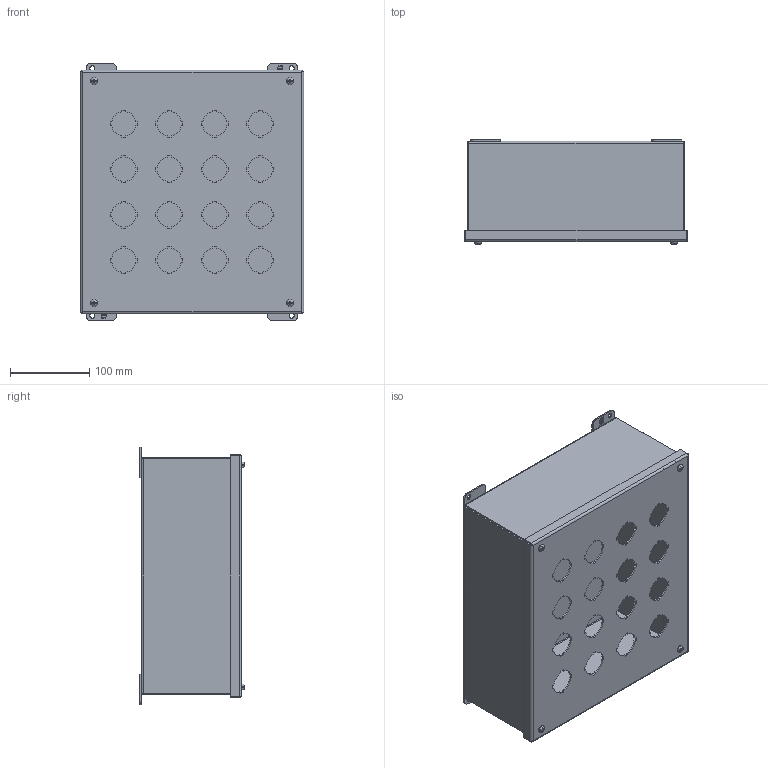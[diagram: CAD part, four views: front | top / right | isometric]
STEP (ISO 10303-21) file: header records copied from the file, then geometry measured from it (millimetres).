
FILE_DESCRIPTION (( 'STEP AP203' ), '1' );
FILE_NAME ('1437S_Default.step', '2019-11-08T19:15:57', ( '' ), ( '' ), 'SwSTEP 2.0', 'SolidWorks 2019', '' );
FILE_SCHEMA (( 'CONFIG_CONTROL_DESIGN' ));
Length unit declared in the file: inch
Products named in the file (1): 1437S_Default
Bounding box: 280.97 x 131.36 x 323.85 mm (x, y, z)
Volume: 649306.5 mm3; surface area: 684931.8 mm2
Topology: 23 solids, 23 shells, 971 faces, 2592 edges, 1695 vertices
Faces by surface type: plane 691, cylinder 224, cone 24, bspline 24, torus 8
Entity records: 31153 total; most frequent: CARTESIAN_POINT 6689, ORIENTED_EDGE 5180, DIRECTION 4860, EDGE_CURVE 2590, VECTOR 1928, LINE 1928, VERTEX_POINT 1695, AXIS2_PLACEMENT_3D 1466
